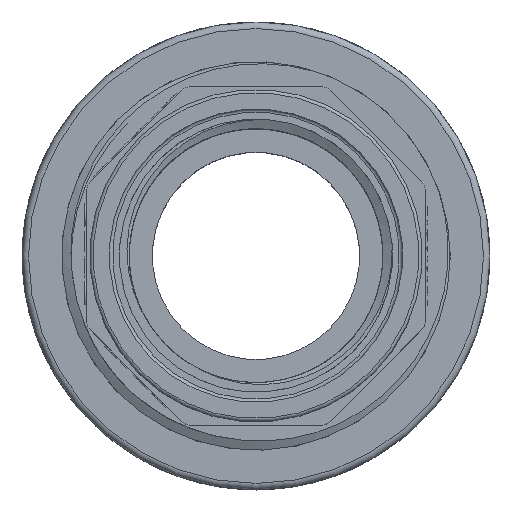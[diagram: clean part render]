
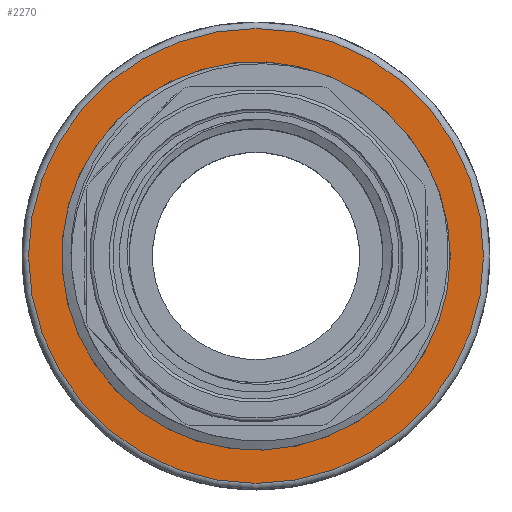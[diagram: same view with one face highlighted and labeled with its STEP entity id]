
A CAD part, top view. The second image highlights one B-rep face of the part: STEP entity #2270.
In plain terms, the highlighted planar face has unit normal (0, 0, 1).
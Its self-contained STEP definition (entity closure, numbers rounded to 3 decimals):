
#1789=FACE_BOUND('',#4368,.T.);
#1790=FACE_BOUND('',#4369,.T.);
#2270=ADVANCED_FACE('',(#1789,#1790),#3023,.T.);
#3023=PLANE('',#15436);
#4368=EDGE_LOOP('',(#7803));
#4369=EDGE_LOOP('',(#7804));
#7803=ORIENTED_EDGE('',*,*,#13313,.T.);
#7804=ORIENTED_EDGE('',*,*,#13314,.T.);
#11660=VERTEX_POINT('',#22105);
#11661=VERTEX_POINT('',#22107);
#13313=EDGE_CURVE('',#11660,#11660,#14981,.T.);
#13314=EDGE_CURVE('',#11661,#11661,#14982,.T.);
#14981=CIRCLE('',#15434,29.807);
#14982=CIRCLE('',#15435,34.9);
#15434=AXIS2_PLACEMENT_3D('',#22104,#16776,#16777);
#15435=AXIS2_PLACEMENT_3D('',#22106,#16778,#16779);
#15436=AXIS2_PLACEMENT_3D('',#22108,#16780,#16781);
#16776=DIRECTION('',(0.,0.,-1.));
#16777=DIRECTION('',(1.,0.,0.));
#16778=DIRECTION('',(0.,0.,1.));
#16779=DIRECTION('',(1.,0.,0.));
#16780=DIRECTION('',(0.,0.,1.));
#16781=DIRECTION('',(1.,0.,0.));
#22104=CARTESIAN_POINT('',(1266.,160.,24.85));
#22105=CARTESIAN_POINT('',(1295.807,160.,24.85));
#22106=CARTESIAN_POINT('',(1266.,160.,24.85));
#22107=CARTESIAN_POINT('',(1300.9,160.,24.85));
#22108=CARTESIAN_POINT('',(1266.,160.,24.85));
